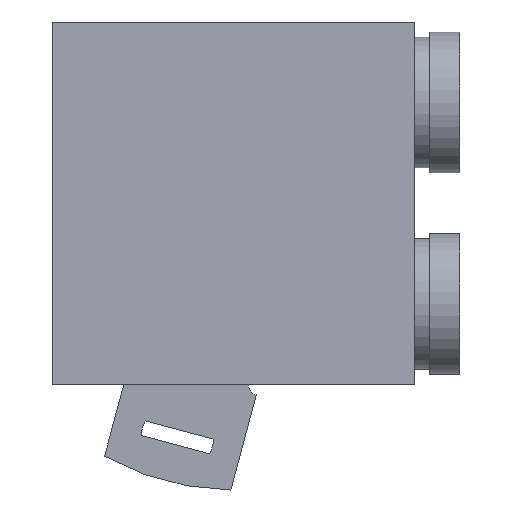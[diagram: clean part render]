
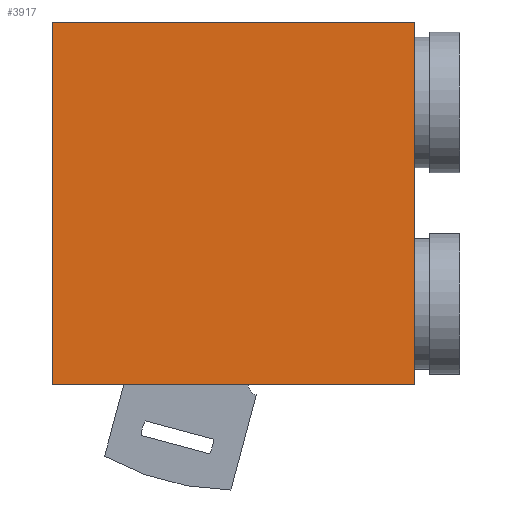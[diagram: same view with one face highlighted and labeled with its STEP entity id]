
A CAD part, front view. The second image highlights one B-rep face of the part: STEP entity #3917.
In plain terms, the highlighted planar face has unit normal (0, -1, 0).
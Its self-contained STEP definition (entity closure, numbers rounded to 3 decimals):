
#87=PLANE('',#4134);
#393=ORIENTED_EDGE('',*,*,#1173,.F.);
#394=ORIENTED_EDGE('',*,*,#1185,.F.);
#395=ORIENTED_EDGE('',*,*,#1182,.F.);
#396=ORIENTED_EDGE('',*,*,#1176,.F.);
#1173=EDGE_CURVE('',#1568,#1569,#1832,.T.);
#1176=EDGE_CURVE('',#1569,#1571,#1835,.T.);
#1182=EDGE_CURVE('',#1571,#1576,#1838,.T.);
#1185=EDGE_CURVE('',#1576,#1568,#1841,.T.);
#1568=VERTEX_POINT('',#5446);
#1569=VERTEX_POINT('',#5448);
#1571=VERTEX_POINT('',#5454);
#1576=VERTEX_POINT('',#5466);
#1832=LINE('',#5447,#2096);
#1835=LINE('',#5453,#2099);
#1838=LINE('',#5465,#2102);
#1841=LINE('',#5470,#2105);
#2096=VECTOR('',#4512,1000.);
#2099=VECTOR('',#4517,1000.);
#2102=VECTOR('',#4528,1000.);
#2105=VECTOR('',#4533,1000.);
#2363=EDGE_LOOP('',(#393,#394,#395,#396));
#2603=FACE_BOUND('',#2363,.T.);
#3917=ADVANCED_FACE('',(#2603),#87,.F.);
#4134=AXIS2_PLACEMENT_3D('',#5471,#4534,#4535);
#4512=DIRECTION('',(0.,0.,1.));
#4517=DIRECTION('',(1.,0.,0.));
#4528=DIRECTION('',(0.,0.,-1.));
#4533=DIRECTION('',(-1.,0.,0.));
#4534=DIRECTION('',(0.,1.,0.));
#4535=DIRECTION('',(0.,0.,1.));
#5446=CARTESIAN_POINT('',(-18.,0.,-18.));
#5447=CARTESIAN_POINT('',(-18.,0.,-18.));
#5448=CARTESIAN_POINT('',(-18.,0.,18.));
#5453=CARTESIAN_POINT('',(-18.,0.,18.));
#5454=CARTESIAN_POINT('',(18.,0.,18.));
#5465=CARTESIAN_POINT('',(18.,0.,18.));
#5466=CARTESIAN_POINT('',(18.,0.,-18.));
#5470=CARTESIAN_POINT('',(18.,0.,-18.));
#5471=CARTESIAN_POINT('',(0.,0.,0.));
